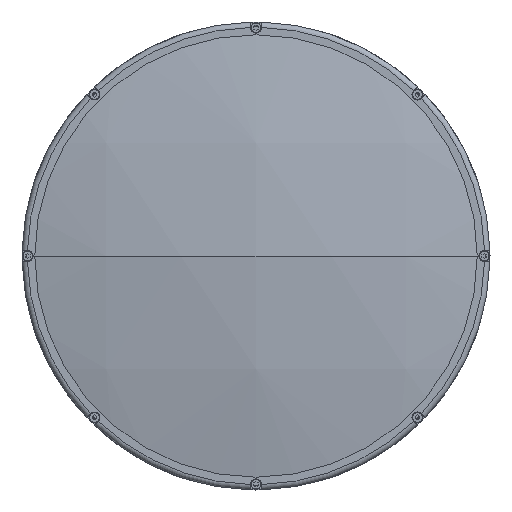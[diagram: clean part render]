
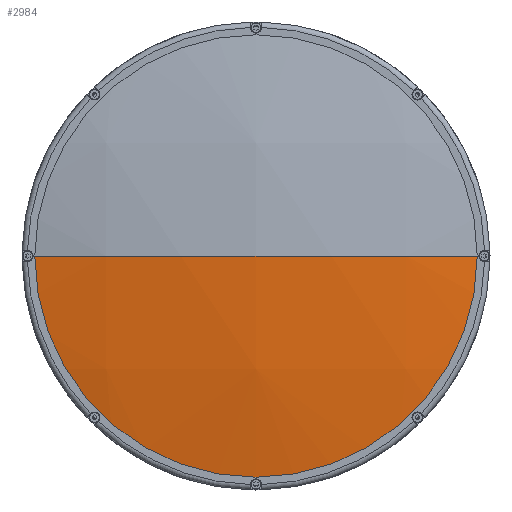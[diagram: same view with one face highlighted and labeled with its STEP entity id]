
A CAD part, left-side view. The second image highlights one B-rep face of the part: STEP entity #2984.
In plain terms, the highlighted spherical face has radius 606 mm.
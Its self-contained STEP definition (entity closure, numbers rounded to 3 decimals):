
#664 = DIRECTION ( 'NONE',  ( 0., 1., 0. ) ) ;
#819 = AXIS2_PLACEMENT_3D ( 'NONE', #6404, #10902, #10854 ) ;
#953 = CARTESIAN_POINT ( 'NONE',  ( -547.362, -124.9, 0. ) ) ;
#1816 = DIRECTION ( 'NONE',  ( 0., 0., 1. ) ) ;
#2097 = ORIENTED_EDGE ( 'NONE', *, *, #8045, .T. ) ;
#2984 = ADVANCED_FACE ( 'NONE', ( #10326 ), #6213, .T. ) ;
#3171 = VERTEX_POINT ( 'NONE', #5425 ) ;
#3658 = VERTEX_POINT ( 'NONE', #953 ) ;
#3977 = VERTEX_POINT ( 'NONE', #10211 ) ;
#4602 = DIRECTION ( 'NONE',  ( -1., 0., 0. ) ) ;
#4700 = EDGE_LOOP ( 'NONE', ( #2097, #10007, #11563 ) ) ;
#4917 = CIRCLE ( 'NONE', #8482, 606. ) ;
#5425 = CARTESIAN_POINT ( 'NONE',  ( -560.373, 0., 0. ) ) ;
#5905 = CIRCLE ( 'NONE', #7756, 124.9 ) ;
#6213 = SPHERICAL_SURFACE ( 'NONE', #819, 606. ) ;
#6404 = CARTESIAN_POINT ( 'NONE',  ( 45.627, 0., 0. ) ) ;
#6666 = DIRECTION ( 'NONE',  ( 0., 0., -1. ) ) ;
#7612 = CARTESIAN_POINT ( 'NONE',  ( 45.627, 0., 0. ) ) ;
#7756 = AXIS2_PLACEMENT_3D ( 'NONE', #10123, #4602, #11018 ) ;
#8045 = EDGE_CURVE ( 'NONE', #3977, #3658, #5905, .T. ) ;
#8482 = AXIS2_PLACEMENT_3D ( 'NONE', #12092, #6666, #664 ) ;
#8516 = DIRECTION ( 'NONE',  ( 0., -1., 0. ) ) ;
#8658 = EDGE_CURVE ( 'NONE', #3977, #3171, #9197, .T. ) ;
#9197 = CIRCLE ( 'NONE', #9874, 606. ) ;
#9874 = AXIS2_PLACEMENT_3D ( 'NONE', #7612, #1816, #8516 ) ;
#10007 = ORIENTED_EDGE ( 'NONE', *, *, #10394, .T. ) ;
#10123 = CARTESIAN_POINT ( 'NONE',  ( -547.362, 0., 0. ) ) ;
#10211 = CARTESIAN_POINT ( 'NONE',  ( -547.362, 124.9, 0. ) ) ;
#10326 = FACE_OUTER_BOUND ( 'NONE', #4700, .T. ) ;
#10394 = EDGE_CURVE ( 'NONE', #3658, #3171, #4917, .T. ) ;
#10854 = DIRECTION ( 'NONE',  ( 0., 1., 0. ) ) ;
#10902 = DIRECTION ( 'NONE',  ( 0., 0., -1. ) ) ;
#11018 = DIRECTION ( 'NONE',  ( 0., 0., 1. ) ) ;
#11563 = ORIENTED_EDGE ( 'NONE', *, *, #8658, .F. ) ;
#12092 = CARTESIAN_POINT ( 'NONE',  ( 45.627, 0., 0. ) ) ;
